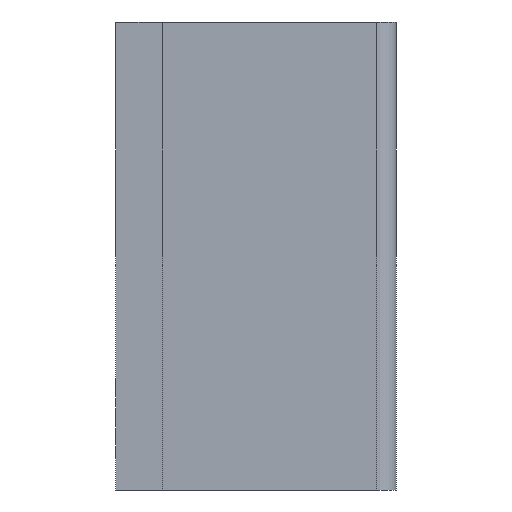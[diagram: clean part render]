
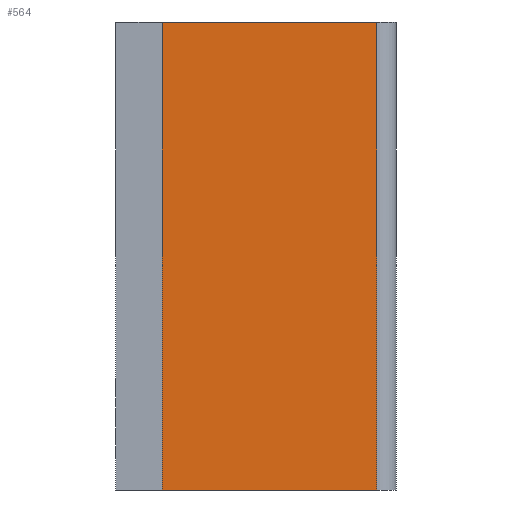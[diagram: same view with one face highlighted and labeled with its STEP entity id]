
A CAD part, left-side view. The second image highlights one B-rep face of the part: STEP entity #564.
In plain terms, the highlighted planar face has unit normal (-1, 0, 0).
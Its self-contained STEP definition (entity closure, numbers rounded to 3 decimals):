
#28=PLANE('',#627);
#56=FACE_OUTER_BOUND('',#86,.T.);
#86=EDGE_LOOP('',(#455,#456,#457,#458));
#138=LINE('',#929,#197);
#139=LINE('',#932,#198);
#140=LINE('',#934,#199);
#141=LINE('',#935,#200);
#197=VECTOR('',#764,10.);
#198=VECTOR('',#767,10.);
#199=VECTOR('',#768,10.);
#200=VECTOR('',#769,10.);
#277=VERTEX_POINT('',#925);
#278=VERTEX_POINT('',#927);
#279=VERTEX_POINT('',#931);
#280=VERTEX_POINT('',#933);
#352=EDGE_CURVE('',#277,#278,#138,.T.);
#353=EDGE_CURVE('',#279,#277,#139,.T.);
#354=EDGE_CURVE('',#280,#278,#140,.T.);
#355=EDGE_CURVE('',#279,#280,#141,.T.);
#455=ORIENTED_EDGE('',*,*,#353,.T.);
#456=ORIENTED_EDGE('',*,*,#352,.T.);
#457=ORIENTED_EDGE('',*,*,#354,.F.);
#458=ORIENTED_EDGE('',*,*,#355,.F.);
#564=ADVANCED_FACE('',(#56),#28,.T.);
#627=AXIS2_PLACEMENT_3D('',#930,#765,#766);
#764=DIRECTION('',(0.,0.,1.));
#765=DIRECTION('center_axis',(-1.,0.,0.));
#766=DIRECTION('ref_axis',(0.,-1.,0.));
#767=DIRECTION('',(0.,-1.,0.));
#768=DIRECTION('',(0.,-1.,0.));
#769=DIRECTION('',(0.,0.,1.));
#925=CARTESIAN_POINT('',(0.,-11.15,0.));
#927=CARTESIAN_POINT('',(0.,-11.15,20.));
#929=CARTESIAN_POINT('',(0.,-11.15,0.));
#930=CARTESIAN_POINT('Origin',(0.,-2.,
0.));
#931=CARTESIAN_POINT('',(0.,-2.,0.));
#932=CARTESIAN_POINT('',(0.,-2.,0.));
#933=CARTESIAN_POINT('',(0.,-2.,20.));
#934=CARTESIAN_POINT('',(0.,-2.,20.));
#935=CARTESIAN_POINT('',(0.,-2.,0.));
